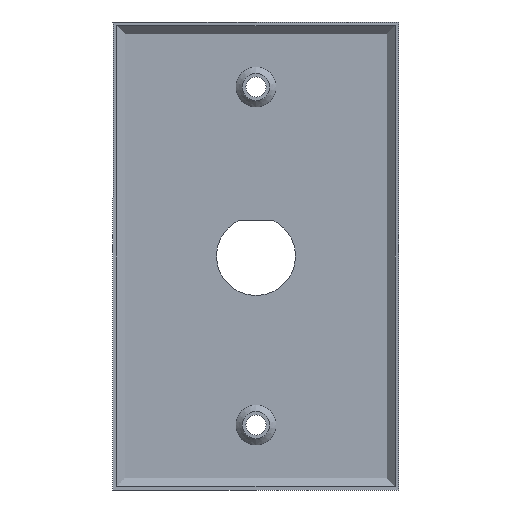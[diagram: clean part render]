
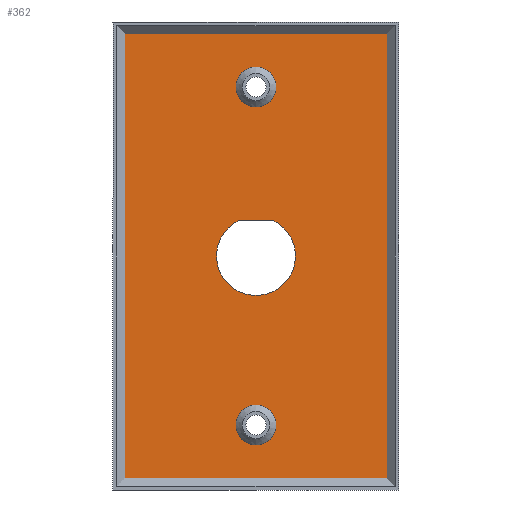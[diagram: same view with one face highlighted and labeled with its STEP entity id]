
A CAD part, front view. The second image highlights one B-rep face of the part: STEP entity #362.
In plain terms, the highlighted planar face has unit normal (0, -1, 0).
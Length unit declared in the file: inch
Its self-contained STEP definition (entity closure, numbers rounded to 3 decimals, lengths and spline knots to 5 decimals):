
#26 = ORIENTED_EDGE ( 'NONE', *, *, #211, .T. ) ;
#113 = ORIENTED_EDGE ( 'NONE', *, *, #114, .F. ) ;
#114 = EDGE_CURVE ( 'NONE', #115, #116, #543, .T. ) ;
#115 = VERTEX_POINT ( 'NONE', #505 ) ;
#116 = VERTEX_POINT ( 'NONE', #504 ) ;
#117 = ORIENTED_EDGE ( 'NONE', *, *, #161, .F. ) ;
#118 = VERTEX_POINT ( 'NONE', #503 ) ;
#122 = EDGE_LOOP ( 'NONE', ( #123, #125 ) ) ;
#123 = ORIENTED_EDGE ( 'NONE', *, *, #124, .F. ) ;
#124 = EDGE_CURVE ( 'NONE', #304, #212, #501, .T. ) ;
#125 = ORIENTED_EDGE ( 'NONE', *, *, #303, .F. ) ;
#126 = EDGE_LOOP ( 'NONE', ( #135, #137 ) ) ;
#135 = ORIENTED_EDGE ( 'NONE', *, *, #136, .F. ) ;
#136 = EDGE_CURVE ( 'NONE', #298, #328, #598, .T. ) ;
#137 = ORIENTED_EDGE ( 'NONE', *, *, #297, .F. ) ;
#159 = EDGE_CURVE ( 'NONE', #200, #254, #569, .T. ) ;
#160 = EDGE_LOOP ( 'NONE', ( #113, #117, #162, #172 ) ) ;
#161 = EDGE_CURVE ( 'NONE', #118, #115, #608, .T. ) ;
#162 = ORIENTED_EDGE ( 'NONE', *, *, #163, .F. ) ;
#163 = EDGE_CURVE ( 'NONE', #171, #118, #594, .T. ) ;
#171 = VERTEX_POINT ( 'NONE', #636 ) ;
#172 = ORIENTED_EDGE ( 'NONE', *, *, #173, .F. ) ;
#173 = EDGE_CURVE ( 'NONE', #116, #171, #657, .T. ) ;
#200 = VERTEX_POINT ( 'NONE', #716 ) ;
#211 = EDGE_CURVE ( 'NONE', #254, #200, #772, .T. ) ;
#212 = VERTEX_POINT ( 'NONE', #687 ) ;
#252 = ORIENTED_EDGE ( 'NONE', *, *, #159, .T. ) ;
#254 = VERTEX_POINT ( 'NONE', #741 ) ;
#297 = EDGE_CURVE ( 'NONE', #328, #298, #1005, .T. ) ;
#298 = VERTEX_POINT ( 'NONE', #1001 ) ;
#303 = EDGE_CURVE ( 'NONE', #212, #304, #996, .T. ) ;
#304 = VERTEX_POINT ( 'NONE', #991 ) ;
#328 = VERTEX_POINT ( 'NONE', #933 ) ;
#362 = ADVANCED_FACE ( 'NONE', ( #968, #972, #971, #970 ), #901, .F. ) ;
#378 = EDGE_LOOP ( 'NONE', ( #26, #252 ) ) ;
#497 = DIRECTION ( 'NONE',  ( 0., 0., 1. ) ) ;
#498 = DIRECTION ( 'NONE',  ( 0., -1., 0. ) ) ;
#499 = CARTESIAN_POINT ( 'NONE',  ( 0., 0.13, -1.625 ) ) ;
#500 = AXIS2_PLACEMENT_3D ( 'NONE', #499, #498, #497 ) ;
#501 = CIRCLE ( 'NONE', #500, 0.192 ) ;
#503 = CARTESIAN_POINT ( 'NONE',  ( -1.2605, 0.13, 2.1355 ) ) ;
#504 = CARTESIAN_POINT ( 'NONE',  ( 1.2605, 0.13, -2.1355 ) ) ;
#505 = CARTESIAN_POINT ( 'NONE',  ( 1.2605, 0.13, 2.1355 ) ) ;
#536 = DIRECTION ( 'NONE',  ( 0., 0., -1. ) ) ;
#537 = VECTOR ( 'NONE', #536, 39.37008 ) ;
#538 = CARTESIAN_POINT ( 'NONE',  ( 1.2605, 0.13, 2.25 ) ) ;
#543 = LINE ( 'NONE', #538, #537 ) ;
#567 = CARTESIAN_POINT ( 'NONE',  ( 0., 0.13, 1.625 ) ) ;
#569 = CIRCLE ( 'NONE', #644, 0.38 ) ;
#591 = DIRECTION ( 'NONE',  ( 0., 0., 1. ) ) ;
#592 = VECTOR ( 'NONE', #591, 39.37008 ) ;
#593 = CARTESIAN_POINT ( 'NONE',  ( -1.2605, 0.13, 2.25 ) ) ;
#594 = LINE ( 'NONE', #593, #592 ) ;
#595 = DIRECTION ( 'NONE',  ( 0., 0., 1. ) ) ;
#596 = DIRECTION ( 'NONE',  ( 0., -1., 0. ) ) ;
#597 = AXIS2_PLACEMENT_3D ( 'NONE', #567, #596, #595 ) ;
#598 = CIRCLE ( 'NONE', #597, 0.192 ) ;
#605 = DIRECTION ( 'NONE',  ( 1., 0., 0. ) ) ;
#606 = VECTOR ( 'NONE', #605, 39.37008 ) ;
#607 = CARTESIAN_POINT ( 'NONE',  ( -1.375, 0.13, 2.1355 ) ) ;
#608 = LINE ( 'NONE', #607, #606 ) ;
#636 = CARTESIAN_POINT ( 'NONE',  ( -1.2605, 0.13, -2.1355 ) ) ;
#641 = DIRECTION ( 'NONE',  ( 0., 0., 1. ) ) ;
#642 = DIRECTION ( 'NONE',  ( 0., 1., 0. ) ) ;
#643 = CARTESIAN_POINT ( 'NONE',  ( 0., 0.13, 0. ) ) ;
#644 = AXIS2_PLACEMENT_3D ( 'NONE', #643, #642, #641 ) ;
#654 = DIRECTION ( 'NONE',  ( -1., 0., 0. ) ) ;
#655 = VECTOR ( 'NONE', #654, 39.37008 ) ;
#656 = CARTESIAN_POINT ( 'NONE',  ( -1.375, 0.13, -2.1355 ) ) ;
#657 = LINE ( 'NONE', #656, #655 ) ;
#687 = CARTESIAN_POINT ( 'NONE',  ( 0., 0.13, -1.817 ) ) ;
#688 = DIRECTION ( 'NONE',  ( 1., 0., 0. ) ) ;
#689 = VECTOR ( 'NONE', #688, 39.37008 ) ;
#690 = CARTESIAN_POINT ( 'NONE',  ( -1.375, 0.13, 0.345 ) ) ;
#716 = CARTESIAN_POINT ( 'NONE',  ( 0.1593, 0.13, 0.345 ) ) ;
#741 = CARTESIAN_POINT ( 'NONE',  ( -0.1593, 0.13, 0.345 ) ) ;
#772 = LINE ( 'NONE', #690, #689 ) ;
#897 = DIRECTION ( 'NONE',  ( 0., 0., 1. ) ) ;
#898 = DIRECTION ( 'NONE',  ( 0., 1., 0. ) ) ;
#899 = CARTESIAN_POINT ( 'NONE',  ( -1.375, 0.13, 2.25 ) ) ;
#900 = AXIS2_PLACEMENT_3D ( 'NONE', #899, #898, #897 ) ;
#901 = PLANE ( 'NONE',  #900 ) ;
#933 = CARTESIAN_POINT ( 'NONE',  ( 0., 0.13, 1.433 ) ) ;
#968 = FACE_BOUND ( 'NONE', #378, .T. ) ;
#970 = FACE_BOUND ( 'NONE', #126, .T. ) ;
#971 = FACE_BOUND ( 'NONE', #122, .T. ) ;
#972 = FACE_OUTER_BOUND ( 'NONE', #160, .T. ) ;
#991 = CARTESIAN_POINT ( 'NONE',  ( 0., 0.13, -1.433 ) ) ;
#992 = DIRECTION ( 'NONE',  ( 0., 0., 1. ) ) ;
#993 = DIRECTION ( 'NONE',  ( 0., -1., 0. ) ) ;
#994 = CARTESIAN_POINT ( 'NONE',  ( 0., 0.13, -1.625 ) ) ;
#995 = AXIS2_PLACEMENT_3D ( 'NONE', #994, #993, #992 ) ;
#996 = CIRCLE ( 'NONE', #995, 0.192 ) ;
#997 = DIRECTION ( 'NONE',  ( 0., 0., 1. ) ) ;
#998 = DIRECTION ( 'NONE',  ( 0., -1., 0. ) ) ;
#999 = CARTESIAN_POINT ( 'NONE',  ( 0., 0.13, 1.625 ) ) ;
#1000 = AXIS2_PLACEMENT_3D ( 'NONE', #999, #998, #997 ) ;
#1001 = CARTESIAN_POINT ( 'NONE',  ( 0., 0.13, 1.817 ) ) ;
#1005 = CIRCLE ( 'NONE', #1000, 0.192 ) ;
